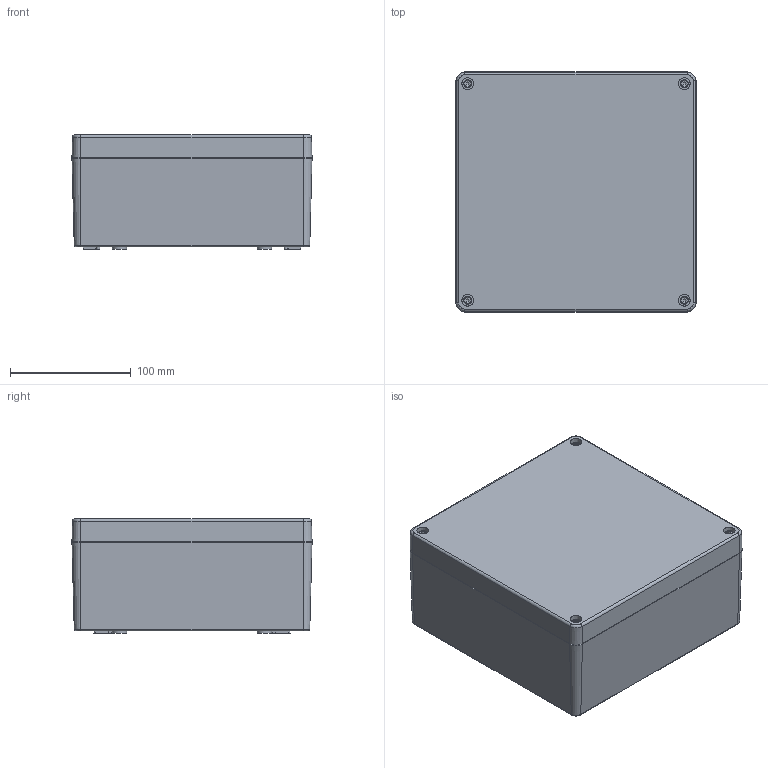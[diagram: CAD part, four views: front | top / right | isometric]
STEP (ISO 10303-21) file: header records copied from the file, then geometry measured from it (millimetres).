
FILE_DESCRIPTION( ( 'STEP AP214' ), ' ' );
FILE_NAME( '15100701.stp', '2016-04-11T14:35:08', ( '' ), ( '' ), ' ', 'PARTsolutions', ' ' );
FILE_SCHEMA( ( 'AUTOMOTIVE_DESIGN { 1 0 10303 214 1 1 1 1 }' ) );
Length unit declared in the file: millimetre
Products named in the file (4): 15100701; _Kasten_TK AL 1818-9; _Deckel_TK AL 1818-9; _Schraube_TK_AL M4x24
Assembly tree (6 placements, depth 2):
  15100701
    _Kasten_TK AL 1818-9
    _Deckel_TK AL 1818-9
    _Schraube_TK_AL M4x24  x4
Bounding box: 199 x 199 x 95 mm (x, y, z)
Volume: 745423.2 mm3; surface area: 321880.6 mm2
Topology: 6 solids, 6 shells, 533 faces, 1371 edges, 902 vertices
Faces by surface type: plane 313, cone 168, cylinder 36, torus 16
Full cylindrical faces by diameter (mm): 3.141 x4, 3.242 x10, 4 x4, 4.917 x5
Entity records: 15882 total; most frequent: CARTESIAN_POINT 2251, DIRECTION 2192, ORIENTED_EDGE 1936, EDGE_CURVE 968, AXIS2_PLACEMENT_3D 823, VERTEX_POINT 690, EDGE_LOOP 582, LINE 546
